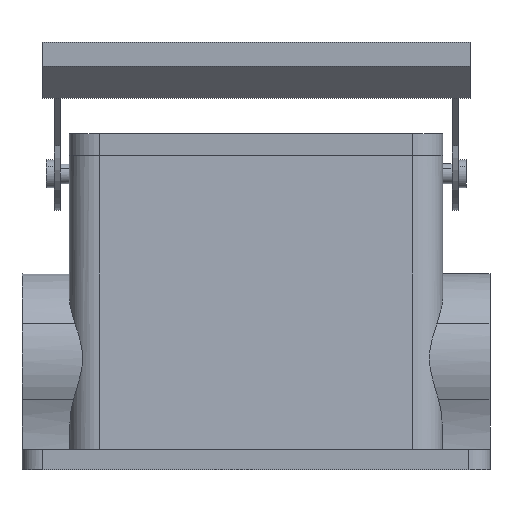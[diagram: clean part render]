
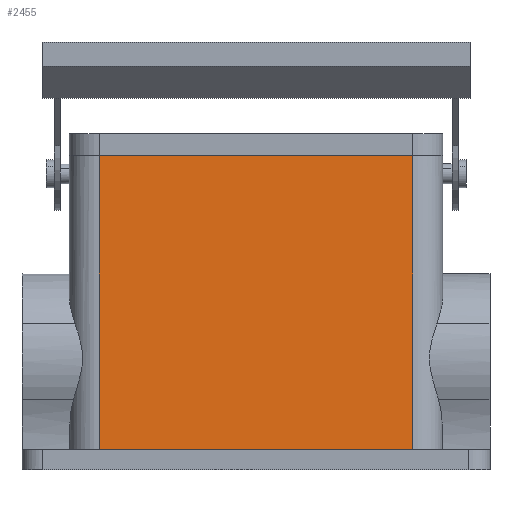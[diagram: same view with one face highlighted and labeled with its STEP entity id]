
A CAD part, left-side view. The second image highlights one B-rep face of the part: STEP entity #2455.
In plain terms, the highlighted planar face has unit normal (-0.999, 0, 0.035).
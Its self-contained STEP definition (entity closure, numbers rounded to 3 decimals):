
#2447=AXIS2_PLACEMENT_3D('Plane Axis2P3D',#2444,#2445,#2446) ;
#1310=CARTESIAN_POINT('Vertex',(15.933,19.35,5.)) ;
#1313=CARTESIAN_POINT('Line Origine',(15.933,58.5,5.)) ;
#1317=CARTESIAN_POINT('Vertex',(15.933,97.65,5.)) ;
#1655=CARTESIAN_POINT('Line Origine',(18.5,58.5,78.5)) ;
#1659=CARTESIAN_POINT('Vertex',(18.5,97.65,78.5)) ;
#1661=CARTESIAN_POINT('Vertex',(18.5,19.35,78.5)) ;
#1913=CARTESIAN_POINT('Line Origine',(17.169,97.65,40.381)) ;
#2429=CARTESIAN_POINT('Line Origine',(17.169,19.35,40.381)) ;
#2444=CARTESIAN_POINT('Axis2P3D Location',(18.5,58.5,78.5)) ;
#1314=DIRECTION('Vector Direction',(0.,1.,0.)) ;
#1656=DIRECTION('Vector Direction',(0.,1.,0.)) ;
#1914=DIRECTION('Vector Direction',(0.035,0.,0.999)) ;
#2430=DIRECTION('Vector Direction',(0.035,0.,0.999)) ;
#2445=DIRECTION('Axis2P3D Direction',(-0.999,0.,0.035)) ;
#2446=DIRECTION('Axis2P3D XDirection',(0.,1.,0.)) ;
#1315=VECTOR('Line Direction',#1314,1.) ;
#1657=VECTOR('Line Direction',#1656,1.) ;
#1915=VECTOR('Line Direction',#1914,1.) ;
#2431=VECTOR('Line Direction',#2430,1.) ;
#2450=ORIENTED_EDGE('',*,*,#2433,.F.) ;
#2451=ORIENTED_EDGE('',*,*,#1663,.F.) ;
#2452=ORIENTED_EDGE('',*,*,#1917,.F.) ;
#2453=ORIENTED_EDGE('',*,*,#1319,.F.) ;
#2455=ADVANCED_FACE('Housing',(#2454),#2448,.T.) ;
#1319=EDGE_CURVE('',#1311,#1318,#1316,.T.) ;
#1663=EDGE_CURVE('',#1660,#1662,#1658,.F.) ;
#1917=EDGE_CURVE('',#1318,#1660,#1916,.T.) ;
#2433=EDGE_CURVE('',#1662,#1311,#2432,.F.) ;
#2449=EDGE_LOOP('',(#2450,#2451,#2452,#2453)) ;
#2454=FACE_OUTER_BOUND('',#2449,.T.) ;
#1316=LINE('Line',#1313,#1315) ;
#1658=LINE('Line',#1655,#1657) ;
#1916=LINE('Line',#1913,#1915) ;
#2432=LINE('Line',#2429,#2431) ;
#2448=PLANE('',#2447) ;
#1311=VERTEX_POINT('',#1310) ;
#1318=VERTEX_POINT('',#1317) ;
#1660=VERTEX_POINT('',#1659) ;
#1662=VERTEX_POINT('',#1661) ;
